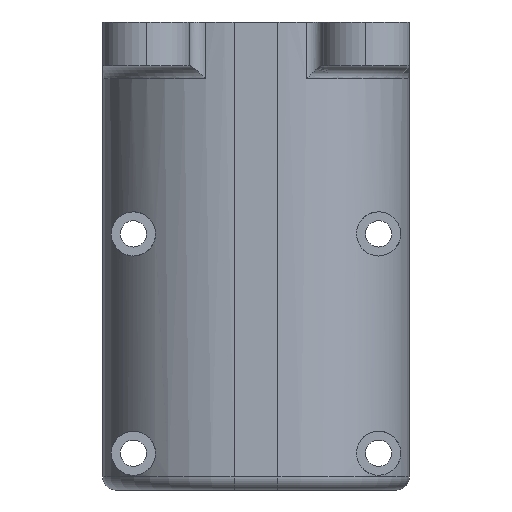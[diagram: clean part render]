
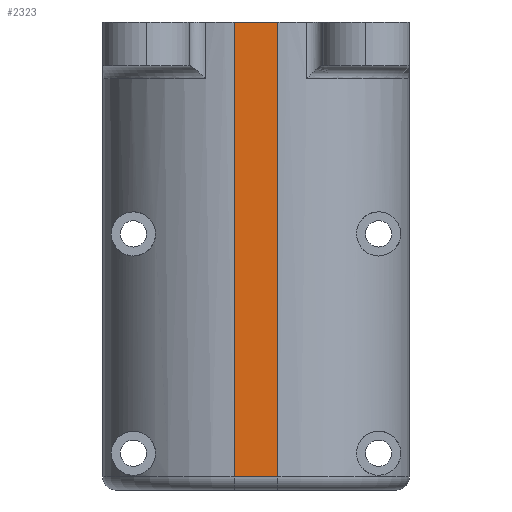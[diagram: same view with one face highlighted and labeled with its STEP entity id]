
A CAD part, front view. The second image highlights one B-rep face of the part: STEP entity #2323.
In plain terms, the highlighted planar face has unit normal (0, -1, 0).
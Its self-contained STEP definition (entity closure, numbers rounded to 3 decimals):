
#51 = LINE ( 'NONE', #2441, #3925 ) ;
#250 = DIRECTION ( 'NONE',  ( 0., 0., 1. ) ) ;
#326 = ORIENTED_EDGE ( 'NONE', *, *, #4825, .T. ) ;
#366 = DIRECTION ( 'NONE',  ( 0., 0., -1. ) ) ;
#524 = VECTOR ( 'NONE', #366, 1000. ) ;
#640 = VERTEX_POINT ( 'NONE', #4190 ) ;
#756 = FACE_OUTER_BOUND ( 'NONE', #1378, .T. ) ;
#820 = VECTOR ( 'NONE', #250, 1000. ) ;
#823 = DIRECTION ( 'NONE',  ( 1., 0., 0. ) ) ;
#900 = CARTESIAN_POINT ( 'NONE',  ( -35., -15.5, 58.1 ) ) ;
#937 = CARTESIAN_POINT ( 'NONE',  ( -5., -15.5, -45.8 ) ) ;
#1378 = EDGE_LOOP ( 'NONE', ( #4117, #4815, #326, #4413 ) ) ;
#1595 = CARTESIAN_POINT ( 'NONE',  ( 5., -15.5, 58.1 ) ) ;
#1915 = CARTESIAN_POINT ( 'NONE',  ( -5., -15.5, -30.7 ) ) ;
#2002 = EDGE_CURVE ( 'NONE', #640, #4006, #2530, .T. ) ;
#2323 = ADVANCED_FACE ( 'NONE', ( #756 ), #3569, .T. ) ;
#2411 = CARTESIAN_POINT ( 'NONE',  ( -35., -15.5, -30.7 ) ) ;
#2441 = CARTESIAN_POINT ( 'NONE',  ( -35., -15.5, -45.8 ) ) ;
#2461 = EDGE_CURVE ( 'NONE', #3178, #4412, #51, .T. ) ;
#2530 = LINE ( 'NONE', #900, #5110 ) ;
#2919 = EDGE_CURVE ( 'NONE', #640, #3178, #4887, .T. ) ;
#3178 = VERTEX_POINT ( 'NONE', #937 ) ;
#3381 = DIRECTION ( 'NONE',  ( 1., 0., 0. ) ) ;
#3569 = PLANE ( 'NONE',  #3648 ) ;
#3593 = LINE ( 'NONE', #4057, #820 ) ;
#3648 = AXIS2_PLACEMENT_3D ( 'NONE', #2411, #5222, #5014 ) ;
#3925 = VECTOR ( 'NONE', #3381, 1000. ) ;
#4006 = VERTEX_POINT ( 'NONE', #1595 ) ;
#4057 = CARTESIAN_POINT ( 'NONE',  ( 5., -15.5, -30.7 ) ) ;
#4117 = ORIENTED_EDGE ( 'NONE', *, *, #2919, .T. ) ;
#4190 = CARTESIAN_POINT ( 'NONE',  ( -5., -15.5, 58.1 ) ) ;
#4412 = VERTEX_POINT ( 'NONE', #5097 ) ;
#4413 = ORIENTED_EDGE ( 'NONE', *, *, #2002, .F. ) ;
#4815 = ORIENTED_EDGE ( 'NONE', *, *, #2461, .T. ) ;
#4825 = EDGE_CURVE ( 'NONE', #4412, #4006, #3593, .T. ) ;
#4887 = LINE ( 'NONE', #1915, #524 ) ;
#5014 = DIRECTION ( 'NONE',  ( 0., 0., -1. ) ) ;
#5097 = CARTESIAN_POINT ( 'NONE',  ( 5., -15.5, -45.8 ) ) ;
#5110 = VECTOR ( 'NONE', #823, 1000. ) ;
#5222 = DIRECTION ( 'NONE',  ( 0., -1., 0. ) ) ;
